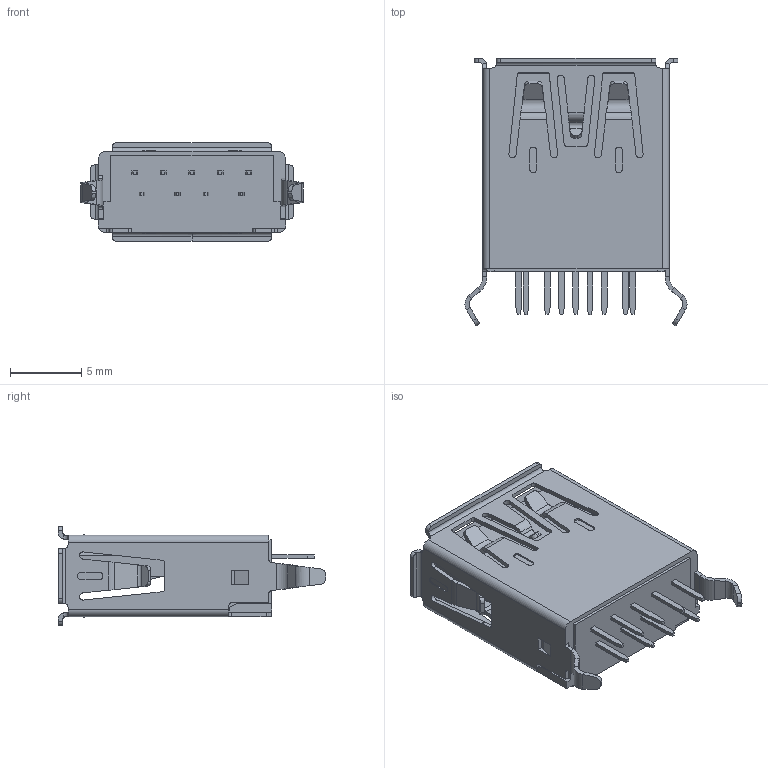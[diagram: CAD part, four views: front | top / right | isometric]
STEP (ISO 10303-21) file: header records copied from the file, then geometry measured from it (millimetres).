
FILE_DESCRIPTION(('STEP AP242'),'1');
FILE_NAME('48408-0003.stp','2020-11-02T08:27:13',('TraceParts'),('TraceParts S.A.'),'Spatial InterOp 3D',' ',' ');
FILE_SCHEMA(('AP242_MANAGED_MODEL_BASED_3D_ENGINEERING_MIM_LF {1 0 10303 442 1 1 4}'));
Length unit declared in the file: millimetre
Products named in the file (1): 48408-0003_1
Bounding box: 15.6 x 18.8 x 6.92 mm (x, y, z)
Volume: 651.6 mm3; surface area: 1421.7 mm2
Topology: 1 solids, 1 shells, 617 faces, 1639 edges, 1046 vertices
Faces by surface type: plane 390, cylinder 191, bspline 36
Entity records: 20966 total; most frequent: CARTESIAN_POINT 5779, ORIENTED_EDGE 3278, DIRECTION 2945, EDGE_CURVE 1639, LINE 1161, VECTOR 1161, VERTEX_POINT 1046, AXIS2_PLACEMENT_3D 892
